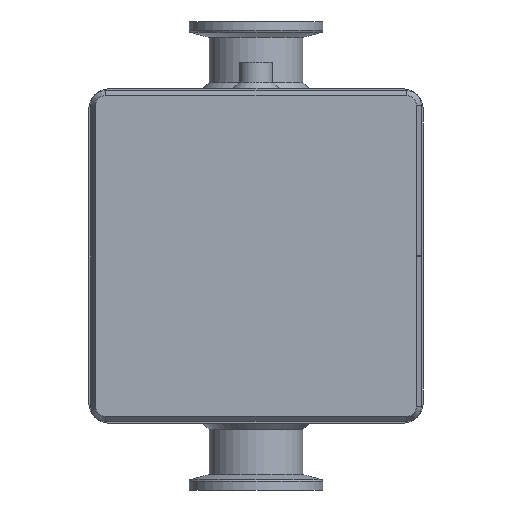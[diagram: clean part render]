
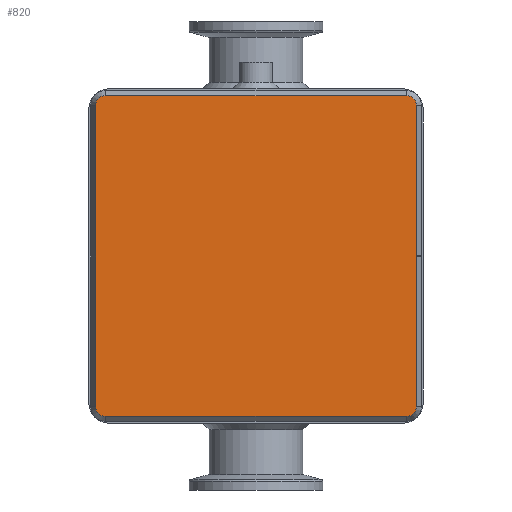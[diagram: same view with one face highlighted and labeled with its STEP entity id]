
A CAD part, front view. The second image highlights one B-rep face of the part: STEP entity #820.
In plain terms, the highlighted planar face has unit normal (0, -1, 0).
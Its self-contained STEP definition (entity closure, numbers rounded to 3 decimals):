
#620=CARTESIAN_POINT('',(48.,-258.0,-12.05));
#621=VERTEX_POINT('',#620);
#638=CARTESIAN_POINT('',(48.,-258.0,-11.95));
#639=VERTEX_POINT('',#638);
#646=CARTESIAN_POINT('',(48.,-258.0,-12.05));
#647=DIRECTION('',(0.0,0.0,1.0));
#648=VECTOR('',#647,0.1);
#649=LINE('',#646,#648);
#650=EDGE_CURVE('',#621,#639,#649,.T.);
#738=CARTESIAN_POINT('',(0.,-258.0,-12.));
#739=DIRECTION('',(0.0,1.0,0.0));
#740=DIRECTION('',(0.0,0.0,1.0));
#741=AXIS2_PLACEMENT_3D('',#738,#739,#740);
#742=PLANE('',#741);
#743=CARTESIAN_POINT('',(-48.,-258.0,33.));
#744=VERTEX_POINT('',#743);
#745=CARTESIAN_POINT('',(-45.,-258.0,36.));
#746=VERTEX_POINT('',#745);
#747=CARTESIAN_POINT('',(-45.,-258.0,33.));
#748=DIRECTION('',(0.0,1.0,0.0));
#749=DIRECTION('',(1.0,0.0,0.0));
#750=AXIS2_PLACEMENT_3D('',#747,#748,#749);
#751=CIRCLE('',#750,3.);
#752=EDGE_CURVE('',#744,#746,#751,.T.);
#753=ORIENTED_EDGE('',*,*,#752,.F.);
#754=CARTESIAN_POINT('',(-48.,-258.0,-57.));
#755=VERTEX_POINT('',#754);
#756=CARTESIAN_POINT('',(-48.,-258.0,-57.));
#757=DIRECTION('',(0.0,0.0,1.0));
#758=VECTOR('',#757,90.0);
#759=LINE('',#756,#758);
#760=EDGE_CURVE('',#755,#744,#759,.T.);
#761=ORIENTED_EDGE('',*,*,#760,.F.);
#762=CARTESIAN_POINT('',(-45.0,-258.0,-60.));
#763=VERTEX_POINT('',#762);
#764=CARTESIAN_POINT('',(-45.,-258.0,-57.));
#765=DIRECTION('',(0.0,1.0,0.0));
#766=DIRECTION('',(0.0,0.0,1.0));
#767=AXIS2_PLACEMENT_3D('',#764,#765,#766);
#768=CIRCLE('',#767,3.);
#769=EDGE_CURVE('',#763,#755,#768,.T.);
#770=ORIENTED_EDGE('',*,*,#769,.F.);
#771=CARTESIAN_POINT('',(45.,-258.0,-60.));
#772=VERTEX_POINT('',#771);
#773=CARTESIAN_POINT('',(45.,-258.0,-60.));
#774=DIRECTION('',(-1.0,0.0,0.0));
#775=VECTOR('',#774,90.);
#776=LINE('',#773,#775);
#777=EDGE_CURVE('',#772,#763,#776,.T.);
#778=ORIENTED_EDGE('',*,*,#777,.F.);
#779=CARTESIAN_POINT('',(48.,-258.0,-57.));
#780=VERTEX_POINT('',#779);
#781=CARTESIAN_POINT('',(45.,-258.0,-57.));
#782=DIRECTION('',(0.0,1.0,0.0));
#783=DIRECTION('',(-1.0,0.0,0.0));
#784=AXIS2_PLACEMENT_3D('',#781,#782,#783);
#785=CIRCLE('',#784,3.);
#786=EDGE_CURVE('',#780,#772,#785,.T.);
#787=ORIENTED_EDGE('',*,*,#786,.F.);
#788=CARTESIAN_POINT('',(48.,-258.0,-12.05));
#789=DIRECTION('',(0.0,0.0,-1.0));
#790=VECTOR('',#789,44.95);
#791=LINE('',#788,#790);
#792=EDGE_CURVE('',#621,#780,#791,.T.);
#793=ORIENTED_EDGE('',*,*,#792,.F.);
#794=ORIENTED_EDGE('',*,*,#650,.T.);
#795=CARTESIAN_POINT('',(48.,-258.0,33.));
#796=VERTEX_POINT('',#795);
#797=CARTESIAN_POINT('',(48.,-258.0,33.));
#798=DIRECTION('',(0.0,0.0,-1.0));
#799=VECTOR('',#798,44.95);
#800=LINE('',#797,#799);
#801=EDGE_CURVE('',#796,#639,#800,.T.);
#802=ORIENTED_EDGE('',*,*,#801,.F.);
#803=CARTESIAN_POINT('',(45.,-258.0,36.));
#804=VERTEX_POINT('',#803);
#805=CARTESIAN_POINT('',(45.,-258.0,33.));
#806=DIRECTION('',(0.0,1.0,0.0));
#807=DIRECTION('',(0.0,0.0,-1.0));
#808=AXIS2_PLACEMENT_3D('',#805,#806,#807);
#809=CIRCLE('',#808,3.);
#810=EDGE_CURVE('',#804,#796,#809,.T.);
#811=ORIENTED_EDGE('',*,*,#810,.F.);
#812=CARTESIAN_POINT('',(-45.,-258.0,36.));
#813=DIRECTION('',(1.0,0.0,0.0));
#814=VECTOR('',#813,90.);
#815=LINE('',#812,#814);
#816=EDGE_CURVE('',#746,#804,#815,.T.);
#817=ORIENTED_EDGE('',*,*,#816,.F.);
#818=EDGE_LOOP('',(#753,#761,#770,#778,#787,#793,#794,#802,#811,#817));
#819=FACE_OUTER_BOUND('',#818,.T.);
#820=ADVANCED_FACE('',(#819),#742,.F.);
